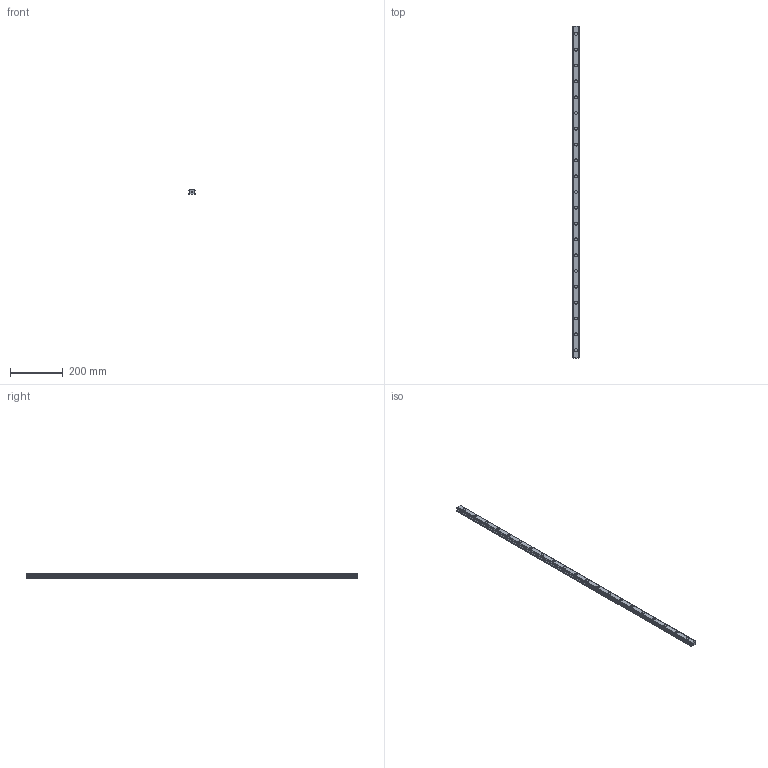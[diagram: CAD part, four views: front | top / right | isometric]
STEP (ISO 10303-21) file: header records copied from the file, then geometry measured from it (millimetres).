
FILE_DESCRIPTION(('STEP AP214'),'1');
FILE_NAME('cctmp_A53899F7-0942-4FFB-94B6-8C9FE6D12EEC_2021_02_09_17_23_47_0534..stp','2021-02-09T16:23:47',('HIWIN GmbH'),('CADClick - www.CADClick.com'),'Spatial InterOp 3D',' ','unknown authorization');
FILE_SCHEMA(('AUTOMOTIVE_DESIGN'));
Length unit declared in the file: millimetre
Products named in the file (1): EGR25R1260C_FILE
Bounding box: 23 x 1260 x 18 mm (x, y, z)
Volume: 433363.6 mm3; surface area: 117500.1 mm2
Topology: 1 solids, 1 shells, 357 faces, 927 edges, 618 vertices
Faces by surface type: plane 211, cylinder 146
Entity records: 14021 total; most frequent: DIRECTION 2103, CARTESIAN_POINT 1903, ORIENTED_EDGE 1854, EDGE_CURVE 927, AXIS2_PLACEMENT_3D 818, VERTEX_POINT 618, LINE 467, VECTOR 467
